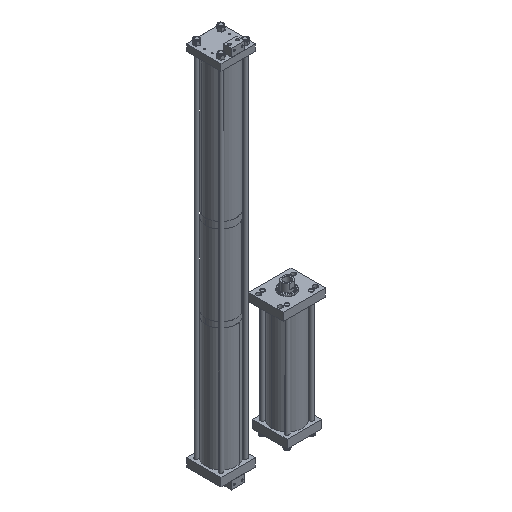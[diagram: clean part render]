
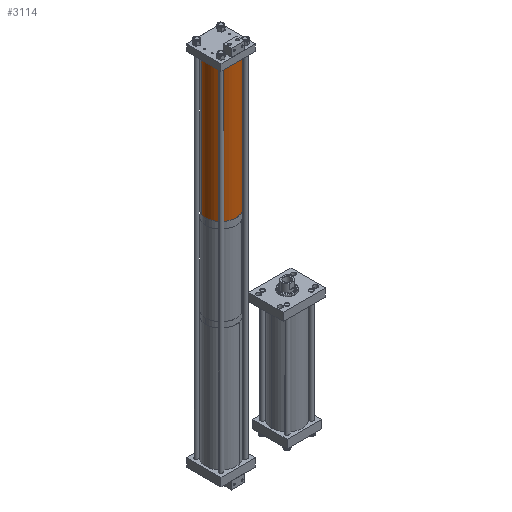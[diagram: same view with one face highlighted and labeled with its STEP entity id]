
A CAD part, isometric view. The second image highlights one B-rep face of the part: STEP entity #3114.
In plain terms, the highlighted cylindrical face has radius 73.025 mm (diameter 146.05 mm), a partial arc.
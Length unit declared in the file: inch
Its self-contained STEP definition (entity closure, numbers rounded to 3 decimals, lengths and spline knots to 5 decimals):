
#885 = VECTOR ( 'NONE', #9727, 39.37008 ) ;
#2038 = AXIS2_PLACEMENT_3D ( 'NONE', #13708, #11468, #8921 ) ;
#2497 = FACE_OUTER_BOUND ( 'NONE', #5661, .T. ) ;
#2689 = DIRECTION ( 'NONE',  ( 0., 0., -1. ) ) ;
#3085 = ORIENTED_EDGE ( 'NONE', *, *, #10656, .T. ) ;
#3114 = ADVANCED_FACE ( 'NONE', ( #2497 ), #5562, .T. ) ;
#3246 = CARTESIAN_POINT ( 'NONE',  ( -2.875, 0., 0. ) ) ;
#3263 = ORIENTED_EDGE ( 'NONE', *, *, #13810, .T. ) ;
#3319 = CARTESIAN_POINT ( 'NONE',  ( 0., 0., 0. ) ) ;
#3576 = CARTESIAN_POINT ( 'NONE',  ( 2.875, 0., 25.841 ) ) ;
#4198 = VERTEX_POINT ( 'NONE', #14941 ) ;
#4487 = VERTEX_POINT ( 'NONE', #3246 ) ;
#4851 = CARTESIAN_POINT ( 'NONE',  ( -2.875, 0., 25.841 ) ) ;
#5224 = CIRCLE ( 'NONE', #2038, 2.875 ) ;
#5562 = CYLINDRICAL_SURFACE ( 'NONE', #15503, 2.875 ) ;
#5661 = EDGE_LOOP ( 'NONE', ( #12041, #10674, #3263, #3085 ) ) ;
#8454 = CARTESIAN_POINT ( 'NONE',  ( -2.875, 0., 25.841 ) ) ;
#8802 = AXIS2_PLACEMENT_3D ( 'NONE', #3319, #15403, #15259 ) ;
#8921 = DIRECTION ( 'NONE',  ( 1., 0., 0. ) ) ;
#8936 = VERTEX_POINT ( 'NONE', #4851 ) ;
#9498 = CIRCLE ( 'NONE', #8802, 2.875 ) ;
#9727 = DIRECTION ( 'NONE',  ( 0., 0., -1. ) ) ;
#9991 = CARTESIAN_POINT ( 'NONE',  ( 2.875, 0., 25.841 ) ) ;
#10246 = LINE ( 'NONE', #9991, #13621 ) ;
#10607 = LINE ( 'NONE', #8454, #885 ) ;
#10656 = EDGE_CURVE ( 'NONE', #4487, #4198, #9498, .T. ) ;
#10674 = ORIENTED_EDGE ( 'NONE', *, *, #15159, .F. ) ;
#11339 = EDGE_CURVE ( 'NONE', #11852, #4198, #10246, .T. ) ;
#11468 = DIRECTION ( 'NONE',  ( 0., 0., 1. ) ) ;
#11852 = VERTEX_POINT ( 'NONE', #3576 ) ;
#12041 = ORIENTED_EDGE ( 'NONE', *, *, #11339, .F. ) ;
#12528 = CARTESIAN_POINT ( 'NONE',  ( 0., 0., 25.841 ) ) ;
#13621 = VECTOR ( 'NONE', #2689, 39.37008 ) ;
#13708 = CARTESIAN_POINT ( 'NONE',  ( 0., 0., 25.841 ) ) ;
#13810 = EDGE_CURVE ( 'NONE', #8936, #4487, #10607, .T. ) ;
#13823 = DIRECTION ( 'NONE',  ( 0., 0., -1. ) ) ;
#14939 = DIRECTION ( 'NONE',  ( -1., 0., 0. ) ) ;
#14941 = CARTESIAN_POINT ( 'NONE',  ( 2.875, 0., 0. ) ) ;
#15159 = EDGE_CURVE ( 'NONE', #8936, #11852, #5224, .T. ) ;
#15259 = DIRECTION ( 'NONE',  ( 1., 0., 0. ) ) ;
#15403 = DIRECTION ( 'NONE',  ( 0., 0., 1. ) ) ;
#15503 = AXIS2_PLACEMENT_3D ( 'NONE', #12528, #13823, #14939 ) ;
